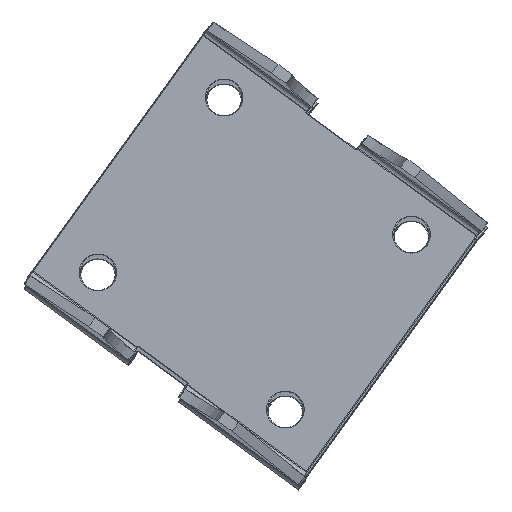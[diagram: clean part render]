
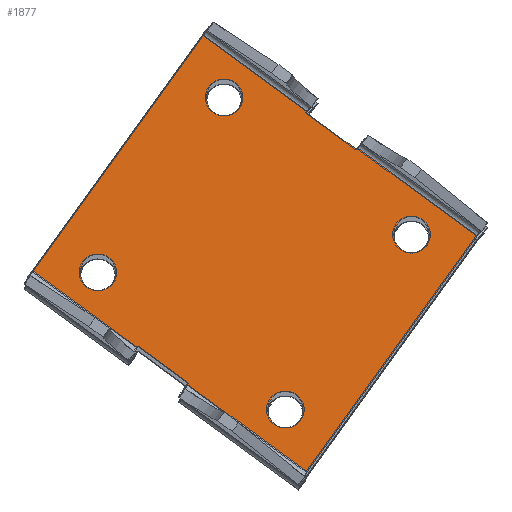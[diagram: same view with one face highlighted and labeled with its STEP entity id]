
A CAD part, top view. The second image highlights one B-rep face of the part: STEP entity #1877.
In plain terms, the highlighted planar face has unit normal (0.119, 0, 0.993).
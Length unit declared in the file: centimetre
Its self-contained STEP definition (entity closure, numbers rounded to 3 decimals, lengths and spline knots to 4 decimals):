
#32=FACE_BOUND('',#306,.T.);
#33=FACE_BOUND('',#307,.T.);
#34=FACE_BOUND('',#308,.T.);
#35=FACE_BOUND('',#309,.T.);
#108=CIRCLE('',#2022,0.51);
#109=CIRCLE('',#2023,0.51);
#110=CIRCLE('',#2024,0.51);
#111=CIRCLE('',#2025,0.51);
#185=FACE_OUTER_BOUND('',#305,.T.);
#305=EDGE_LOOP('',(#1396,#1397,#1398,#1399,#1400,#1401,#1402,#1403,#1404,
#1405,#1406,#1407));
#306=EDGE_LOOP('',(#1408));
#307=EDGE_LOOP('',(#1409));
#308=EDGE_LOOP('',(#1410));
#309=EDGE_LOOP('',(#1411));
#417=LINE('',#2751,#617);
#426=LINE('',#2773,#626);
#437=LINE('',#2804,#637);
#439=LINE('',#2808,#639);
#441=LINE('',#2812,#641);
#447=LINE('',#2832,#647);
#453=LINE('',#2852,#653);
#455=LINE('',#2856,#655);
#457=LINE('',#2860,#657);
#462=LINE('',#2877,#662);
#476=LINE('',#2909,#676);
#477=LINE('',#2910,#677);
#617=VECTOR('',#2178,4.1282);
#626=VECTOR('',#2205,8.1);
#637=VECTOR('',#2228,0.05);
#639=VECTOR('',#2232,1.7436);
#641=VECTOR('',#2236,0.05);
#647=VECTOR('',#2258,8.1);
#653=VECTOR('',#2280,0.05);
#655=VECTOR('',#2284,1.7436);
#657=VECTOR('',#2288,0.05);
#662=VECTOR('',#2309,4.1282);
#676=VECTOR('',#2343,3.604);
#677=VECTOR('',#2344,3.604);
#816=VERTEX_POINT('',#2747);
#817=VERTEX_POINT('',#2749);
#821=VERTEX_POINT('',#2771);
#835=VERTEX_POINT('',#2803);
#836=VERTEX_POINT('',#2807);
#837=VERTEX_POINT('',#2811);
#842=VERTEX_POINT('',#2827);
#843=VERTEX_POINT('',#2831);
#848=VERTEX_POINT('',#2847);
#849=VERTEX_POINT('',#2851);
#850=VERTEX_POINT('',#2855);
#851=VERTEX_POINT('',#2859);
#864=VERTEX_POINT('',#2911);
#865=VERTEX_POINT('',#2913);
#866=VERTEX_POINT('',#2915);
#867=VERTEX_POINT('',#2917);
#981=EDGE_CURVE('',#817,#816,#417,.T.);
#992=EDGE_CURVE('',#821,#817,#426,.T.);
#1007=EDGE_CURVE('',#816,#835,#437,.T.);
#1009=EDGE_CURVE('',#835,#836,#439,.T.);
#1011=EDGE_CURVE('',#836,#837,#441,.T.);
#1021=EDGE_CURVE('',#842,#843,#447,.T.);
#1031=EDGE_CURVE('',#848,#849,#453,.T.);
#1033=EDGE_CURVE('',#849,#850,#455,.T.);
#1035=EDGE_CURVE('',#850,#851,#457,.T.);
#1044=EDGE_CURVE('',#851,#821,#462,.T.);
#1060=EDGE_CURVE('',#843,#848,#476,.T.);
#1061=EDGE_CURVE('',#837,#842,#477,.T.);
#1062=EDGE_CURVE('',#864,#864,#108,.T.);
#1063=EDGE_CURVE('',#865,#865,#109,.T.);
#1064=EDGE_CURVE('',#866,#866,#110,.T.);
#1065=EDGE_CURVE('',#867,#867,#111,.T.);
#1396=ORIENTED_EDGE('',*,*,#1007,.F.);
#1397=ORIENTED_EDGE('',*,*,#981,.F.);
#1398=ORIENTED_EDGE('',*,*,#992,.F.);
#1399=ORIENTED_EDGE('',*,*,#1044,.F.);
#1400=ORIENTED_EDGE('',*,*,#1035,.F.);
#1401=ORIENTED_EDGE('',*,*,#1033,.F.);
#1402=ORIENTED_EDGE('',*,*,#1031,.F.);
#1403=ORIENTED_EDGE('',*,*,#1060,.F.);
#1404=ORIENTED_EDGE('',*,*,#1021,.F.);
#1405=ORIENTED_EDGE('',*,*,#1061,.F.);
#1406=ORIENTED_EDGE('',*,*,#1011,.F.);
#1407=ORIENTED_EDGE('',*,*,#1009,.F.);
#1408=ORIENTED_EDGE('',*,*,#1062,.F.);
#1409=ORIENTED_EDGE('',*,*,#1063,.F.);
#1410=ORIENTED_EDGE('',*,*,#1064,.F.);
#1411=ORIENTED_EDGE('',*,*,#1065,.F.);
#1785=PLANE('',#2021);
#1877=ADVANCED_FACE('',(#185,#32,#33,#34,#35),#1785,.T.);
#2021=AXIS2_PLACEMENT_3D('',#2908,#2341,#2342);
#2022=AXIS2_PLACEMENT_3D('',#2912,#2345,#2346);
#2023=AXIS2_PLACEMENT_3D('',#2914,#2347,#2348);
#2024=AXIS2_PLACEMENT_3D('',#2916,#2349,#2350);
#2025=AXIS2_PLACEMENT_3D('',#2918,#2351,#2352);
#2178=DIRECTION('',(-0.803,0.588,0.096));
#2205=DIRECTION('',(-0.584,-0.809,0.07));
#2228=DIRECTION('',(0.584,0.809,-0.07));
#2232=DIRECTION('',(-0.803,0.588,0.096));
#2236=DIRECTION('',(-0.584,-0.809,0.07));
#2258=DIRECTION('',(0.584,0.809,-0.07));
#2280=DIRECTION('',(-0.584,-0.809,0.07));
#2284=DIRECTION('',(0.803,-0.588,-0.096));
#2288=DIRECTION('',(0.584,0.809,-0.07));
#2309=DIRECTION('',(0.803,-0.588,-0.096));
#2341=DIRECTION('center_axis',(0.119,0.,0.993));
#2342=DIRECTION('ref_axis',(0.993,0.,-0.119));
#2343=DIRECTION('',(0.803,-0.588,-0.096));
#2344=DIRECTION('',(-0.803,0.588,0.096));
#2345=DIRECTION('center_axis',(0.119,0.,0.993));
#2346=DIRECTION('ref_axis',(-0.993,0.,0.119));
#2347=DIRECTION('center_axis',(0.119,0.,0.993));
#2348=DIRECTION('ref_axis',(-0.993,0.,0.119));
#2349=DIRECTION('center_axis',(0.119,0.,0.993));
#2350=DIRECTION('ref_axis',(-0.993,0.,0.119));
#2351=DIRECTION('center_axis',(0.119,0.,0.993));
#2352=DIRECTION('ref_axis',(-0.993,0.,0.119));
#2747=CARTESIAN_POINT('',(170.1647,39.3651,39.5439));
#2749=CARTESIAN_POINT('',(173.4807,36.9386,39.146));
#2751=CARTESIAN_POINT('',(173.4807,36.9386,39.146));
#2771=CARTESIAN_POINT('',(178.2078,43.4917,38.5787));
#2773=CARTESIAN_POINT('',(178.2078,43.4917,38.5787));
#2803=CARTESIAN_POINT('',(170.1938,39.4056,39.5404));
#2804=CARTESIAN_POINT('',(170.1647,39.3651,39.5439));
#2807=CARTESIAN_POINT('',(168.7933,40.4304,39.7085));
#2808=CARTESIAN_POINT('',(170.1938,39.4056,39.5404));
#2811=CARTESIAN_POINT('',(168.7641,40.39,39.712));
#2812=CARTESIAN_POINT('',(168.7933,40.4304,39.7085));
#2827=CARTESIAN_POINT('',(165.8692,42.5083,40.0593));
#2831=CARTESIAN_POINT('',(170.5964,49.0614,39.4921));
#2832=CARTESIAN_POINT('',(165.8692,42.5083,40.0593));
#2847=CARTESIAN_POINT('',(173.4913,46.943,39.1447));
#2851=CARTESIAN_POINT('',(173.4621,46.9026,39.1482));
#2852=CARTESIAN_POINT('',(173.4913,46.943,39.1447));
#2855=CARTESIAN_POINT('',(174.8626,45.8777,38.9801));
#2856=CARTESIAN_POINT('',(173.4621,46.9026,39.1482));
#2859=CARTESIAN_POINT('',(174.8918,45.9182,38.9766));
#2860=CARTESIAN_POINT('',(174.8626,45.8777,38.9801));
#2877=CARTESIAN_POINT('',(174.8918,45.9182,38.9766));
#2908=CARTESIAN_POINT('Origin',(7.0935,0.,59.1124));
#2909=CARTESIAN_POINT('',(170.5964,49.0614,39.4921));
#2910=CARTESIAN_POINT('',(168.7641,40.39,39.712));
#2911=CARTESIAN_POINT('',(171.6948,47.3302,39.3603));
#2912=CARTESIAN_POINT('Origin',(171.1885,47.3302,39.421));
#2913=CARTESIAN_POINT('',(168.1933,42.4761,39.7805));
#2914=CARTESIAN_POINT('Origin',(167.6869,42.4761,39.8412));
#2915=CARTESIAN_POINT('',(173.3949,38.6698,39.1563));
#2916=CARTESIAN_POINT('Origin',(172.8886,38.6698,39.217));
#2917=CARTESIAN_POINT('',(176.8965,43.5239,38.7361));
#2918=CARTESIAN_POINT('Origin',(176.3902,43.5239,38.7968));
